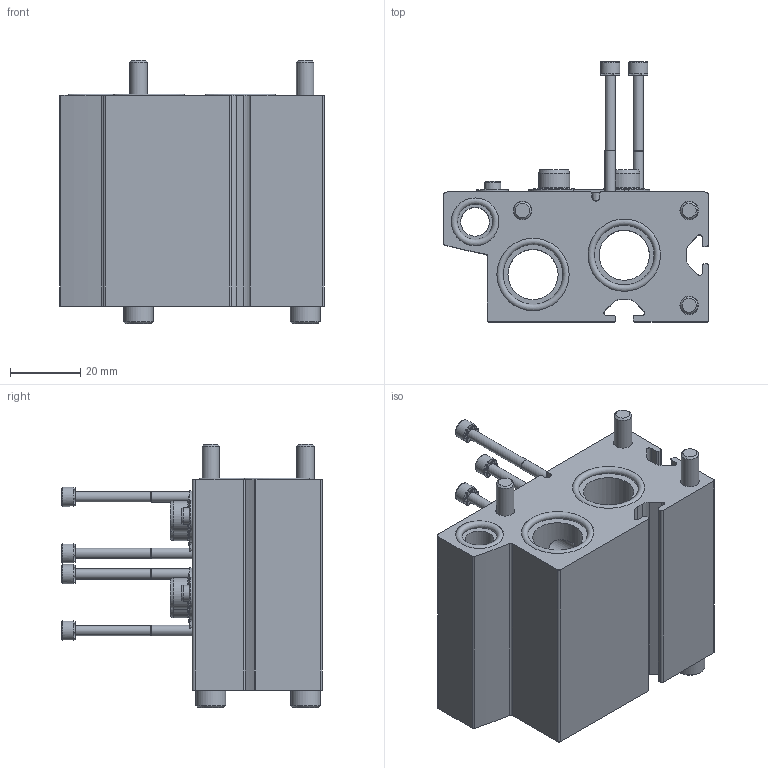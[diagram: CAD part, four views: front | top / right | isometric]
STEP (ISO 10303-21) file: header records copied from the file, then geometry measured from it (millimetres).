
FILE_DESCRIPTION(/* description */ ('STEP AP214'),/* implementation_level */ '2;1');
FILE_NAME(/* name */ '576490_VABM-B10-20EEE-G38-2-P3',/* time_stamp */ '2024-09-15T20:35:26+02:00',/* author */ ('License CC BY-ND 4.0'),/* organization */ ('CADENAS'),/* preprocessor_version */ 'ST-DEVELOPER v19.3',/* originating_system */ 'PARTsolutions',/* authorisation */ ' ');
FILE_SCHEMA (('AUTOMOTIVE_DESIGN {1 0 10303 214 3 1 1}'));
Length unit declared in the file: millimetre
Products named in the file (8): 576490 VABM-B10-20EEE-G38-2-P3; 576490 VABM-B10-20EEE-G38-2-P3---(M); 200939 B-17x2-N; 200054 B-10x2-N; 1715486 VUVS-G18-2---(S); 2833702 F-M3x40-10.9; 1743809 VUVS-M5---(S); DIN-912 - M5x70(F)
Assembly tree (15 placements, depth 2):
  576490 VABM-B10-20EEE-G38-2-P3
    576490 VABM-B10-20EEE-G38-2-P3---(M)
    200939 B-17x2-N  x2
    200054 B-10x2-N
    1715486 VUVS-G18-2---(S)  x2
    2833702 F-M3x40-10.9  x4
    1743809 VUVS-M5---(S)  x2
    DIN-912 - M5x70(F)  x3
Bounding box: 75.5 x 74.1 x 75 mm (x, y, z)
Volume: 124494.4 mm3; surface area: 41783.4 mm2
Topology: 15 solids, 15 shells, 496 faces, 1169 edges, 731 vertices
Faces by surface type: plane 248, cylinder 134, cone 95, torus 19
Full cylindrical faces by diameter (mm): 2.459 x4, 2.9 x2, 2.92 x4, 3 x4, 4.2 x2, 4.6 x2, 5 x3, 5.3 x3, 5.5 x4, 6 x8, 6.1 x2, 8.2 x1, 8.5 x3, 8.566 x1, 8.9 x4, 9 x2, 10.8 x4, 13.6 x1, 14.3 x2, 14.95 x2, 20.6 x2
Entity records: 7732 total; most frequent: CARTESIAN_POINT 1377, DIRECTION 1340, ORIENTED_EDGE 1102, EDGE_CURVE 551, AXIS2_PLACEMENT_3D 522, FACE_BOUND 406, VERTEX_POINT 403, EDGE_LOOP 398
